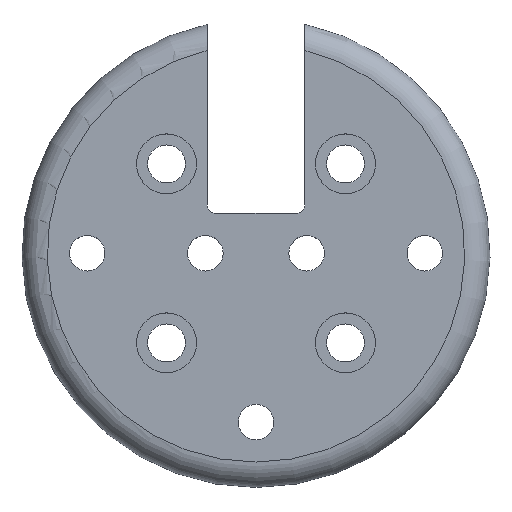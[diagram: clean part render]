
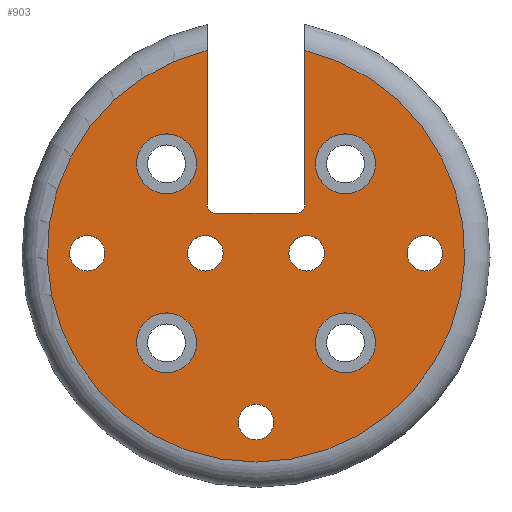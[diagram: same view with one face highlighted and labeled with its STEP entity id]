
A CAD part, top view. The second image highlights one B-rep face of the part: STEP entity #903.
In plain terms, the highlighted planar face has unit normal (0, 0, 1).
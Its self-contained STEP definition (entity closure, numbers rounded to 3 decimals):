
#51=FACE_BOUND('',#209,.T.);
#52=FACE_BOUND('',#210,.T.);
#53=FACE_BOUND('',#211,.T.);
#54=FACE_BOUND('',#212,.T.);
#55=FACE_BOUND('',#213,.T.);
#56=FACE_BOUND('',#214,.T.);
#57=FACE_BOUND('',#215,.T.);
#58=FACE_BOUND('',#216,.T.);
#59=FACE_BOUND('',#217,.T.);
#61=CIRCLE('',#927,2.1);
#62=CIRCLE('',#929,3.55);
#65=CIRCLE('',#934,3.55);
#72=CIRCLE('',#959,2.1);
#73=CIRCLE('',#961,2.1);
#74=CIRCLE('',#963,3.55);
#77=CIRCLE('',#968,3.55);
#83=CIRCLE('',#978,2.1);
#85=CIRCLE('',#981,2.1);
#87=CIRCLE('',#984,1.);
#89=CIRCLE('',#989,1.);
#91=CIRCLE('',#993,24.741);
#143=FACE_OUTER_BOUND('',#208,.T.);
#208=EDGE_LOOP('',(#809,#810,#811,#812,#813,#814));
#209=EDGE_LOOP('',(#815));
#210=EDGE_LOOP('',(#816));
#211=EDGE_LOOP('',(#817));
#212=EDGE_LOOP('',(#818));
#213=EDGE_LOOP('',(#819));
#214=EDGE_LOOP('',(#820));
#215=EDGE_LOOP('',(#821));
#216=EDGE_LOOP('',(#822));
#217=EDGE_LOOP('',(#823));
#287=LINE('',#1471,#370);
#293=LINE('',#1483,#376);
#300=LINE('',#1511,#383);
#370=VECTOR('',#1209,10.);
#376=VECTOR('',#1217,10.);
#383=VECTOR('',#1232,10.);
#397=VERTEX_POINT('',#1296);
#398=VERTEX_POINT('',#1300);
#401=VERTEX_POINT('',#1309);
#432=VERTEX_POINT('',#1404);
#433=VERTEX_POINT('',#1408);
#434=VERTEX_POINT('',#1412);
#437=VERTEX_POINT('',#1421);
#443=VERTEX_POINT('',#1440);
#445=VERTEX_POINT('',#1446);
#448=VERTEX_POINT('',#1453);
#449=VERTEX_POINT('',#1455);
#450=VERTEX_POINT('',#1459);
#456=VERTEX_POINT('',#1482);
#458=VERTEX_POINT('',#1488);
#460=VERTEX_POINT('',#1493);
#483=EDGE_CURVE('',#397,#397,#61,.T.);
#485=EDGE_CURVE('',#398,#398,#62,.T.);
#489=EDGE_CURVE('',#401,#401,#65,.T.);
#535=EDGE_CURVE('',#432,#432,#72,.T.);
#537=EDGE_CURVE('',#433,#433,#73,.T.);
#539=EDGE_CURVE('',#434,#434,#74,.T.);
#543=EDGE_CURVE('',#437,#437,#77,.T.);
#553=EDGE_CURVE('',#443,#443,#83,.T.);
#556=EDGE_CURVE('',#445,#445,#85,.T.);
#559=EDGE_CURVE('',#449,#448,#87,.T.);
#562=EDGE_CURVE('',#448,#450,#287,.T.);
#568=EDGE_CURVE('',#456,#449,#293,.T.);
#571=EDGE_CURVE('',#458,#456,#89,.T.);
#578=EDGE_CURVE('',#460,#458,#300,.T.);
#580=EDGE_CURVE('',#460,#450,#91,.T.);
#809=ORIENTED_EDGE('',*,*,#562,.T.);
#810=ORIENTED_EDGE('',*,*,#580,.F.);
#811=ORIENTED_EDGE('',*,*,#578,.T.);
#812=ORIENTED_EDGE('',*,*,#571,.T.);
#813=ORIENTED_EDGE('',*,*,#568,.T.);
#814=ORIENTED_EDGE('',*,*,#559,.T.);
#815=ORIENTED_EDGE('',*,*,#483,.T.);
#816=ORIENTED_EDGE('',*,*,#485,.T.);
#817=ORIENTED_EDGE('',*,*,#489,.T.);
#818=ORIENTED_EDGE('',*,*,#535,.T.);
#819=ORIENTED_EDGE('',*,*,#537,.T.);
#820=ORIENTED_EDGE('',*,*,#539,.T.);
#821=ORIENTED_EDGE('',*,*,#543,.T.);
#822=ORIENTED_EDGE('',*,*,#553,.T.);
#823=ORIENTED_EDGE('',*,*,#556,.T.);
#854=PLANE('',#1001);
#903=ADVANCED_FACE('',(#143,#51,#52,#53,#54,#55,#56,#57,#58,#59),#854,.T.);
#927=AXIS2_PLACEMENT_3D('',#1297,#1040,#1041);
#929=AXIS2_PLACEMENT_3D('',#1301,#1045,#1046);
#934=AXIS2_PLACEMENT_3D('',#1310,#1056,#1057);
#959=AXIS2_PLACEMENT_3D('',#1405,#1145,#1146);
#961=AXIS2_PLACEMENT_3D('',#1409,#1150,#1151);
#963=AXIS2_PLACEMENT_3D('',#1413,#1155,#1156);
#968=AXIS2_PLACEMENT_3D('',#1422,#1166,#1167);
#978=AXIS2_PLACEMENT_3D('',#1442,#1190,#1191);
#981=AXIS2_PLACEMENT_3D('',#1448,#1197,#1198);
#984=AXIS2_PLACEMENT_3D('',#1456,#1204,#1205);
#989=AXIS2_PLACEMENT_3D('',#1489,#1223,#1224);
#993=AXIS2_PLACEMENT_3D('',#1514,#1237,#1238);
#1001=AXIS2_PLACEMENT_3D('',#1522,#1253,#1254);
#1040=DIRECTION('center_axis',(0.,0.,-1.));
#1041=DIRECTION('ref_axis',(-1.,0.,0.));
#1045=DIRECTION('center_axis',(0.,0.,-1.));
#1046=DIRECTION('ref_axis',(-1.,0.,0.));
#1056=DIRECTION('center_axis',(0.,0.,-1.));
#1057=DIRECTION('ref_axis',(-1.,0.,0.));
#1145=DIRECTION('center_axis',(0.,0.,-1.));
#1146=DIRECTION('ref_axis',(-1.,0.,0.));
#1150=DIRECTION('center_axis',(0.,0.,-1.));
#1151=DIRECTION('ref_axis',(-1.,0.,0.));
#1155=DIRECTION('center_axis',(0.,0.,-1.));
#1156=DIRECTION('ref_axis',(-1.,0.,0.));
#1166=DIRECTION('center_axis',(0.,0.,-1.));
#1167=DIRECTION('ref_axis',(-1.,0.,0.));
#1190=DIRECTION('center_axis',(0.,0.,-1.));
#1191=DIRECTION('ref_axis',(1.,0.,0.));
#1197=DIRECTION('center_axis',(0.,0.,-1.));
#1198=DIRECTION('ref_axis',(1.,0.,0.));
#1204=DIRECTION('center_axis',(0.,0.,-1.));
#1205=DIRECTION('ref_axis',(0.,-1.,0.));
#1209=DIRECTION('',(0.,1.,0.));
#1217=DIRECTION('',(-1.,0.,0.));
#1223=DIRECTION('center_axis',(0.,0.,-1.));
#1224=DIRECTION('ref_axis',(1.,0.,0.));
#1232=DIRECTION('',(0.,-1.,0.));
#1237=DIRECTION('center_axis',(0.,0.,-1.));
#1238=DIRECTION('ref_axis',(1.,0.,0.));
#1253=DIRECTION('center_axis',(0.,0.,1.));
#1254=DIRECTION('ref_axis',(1.,0.,0.));
#1296=CARTESIAN_POINT('',(2.1,-20.,8.85));
#1297=CARTESIAN_POINT('Origin',(0.,-20.,8.85));
#1300=CARTESIAN_POINT('',(-7.057,-10.606,8.85));
#1301=CARTESIAN_POINT('Origin',(-10.607,-10.606,8.85));
#1309=CARTESIAN_POINT('',(14.157,-10.606,8.85));
#1310=CARTESIAN_POINT('Origin',(10.607,-10.606,8.85));
#1404=CARTESIAN_POINT('',(22.1,0.,8.85));
#1405=CARTESIAN_POINT('Origin',(20.,0.,8.85));
#1408=CARTESIAN_POINT('',(-17.9,0.,8.85));
#1409=CARTESIAN_POINT('Origin',(-20.,0.,8.85));
#1412=CARTESIAN_POINT('',(14.157,10.606,8.85));
#1413=CARTESIAN_POINT('Origin',(10.607,10.606,8.85));
#1421=CARTESIAN_POINT('',(-7.057,10.606,8.85));
#1422=CARTESIAN_POINT('Origin',(-10.607,10.606,8.85));
#1440=CARTESIAN_POINT('',(-8.1,0.,8.85));
#1442=CARTESIAN_POINT('Origin',(-6.,0.,8.85));
#1446=CARTESIAN_POINT('',(3.9,0.,8.85));
#1448=CARTESIAN_POINT('Origin',(6.,0.,8.85));
#1453=CARTESIAN_POINT('',(-5.8,5.75,8.85));
#1455=CARTESIAN_POINT('',(-4.8,4.75,8.85));
#1456=CARTESIAN_POINT('Origin',(-4.8,5.75,8.85));
#1459=CARTESIAN_POINT('',(-5.8,24.052,8.85));
#1471=CARTESIAN_POINT('',(-5.8,13.564,8.85));
#1482=CARTESIAN_POINT('',(4.8,4.75,8.85));
#1483=CARTESIAN_POINT('',(-2.4,4.75,8.85));
#1488=CARTESIAN_POINT('',(5.8,5.75,8.85));
#1489=CARTESIAN_POINT('Origin',(4.8,5.75,8.85));
#1493=CARTESIAN_POINT('',(5.8,24.052,8.85));
#1511=CARTESIAN_POINT('',(5.8,2.875,8.85));
#1514=CARTESIAN_POINT('Origin',(0.,0.,8.85));
#1522=CARTESIAN_POINT('Origin',(0.,0.,8.85));
